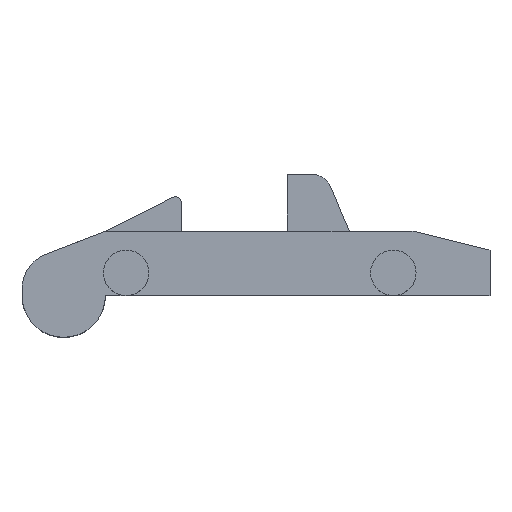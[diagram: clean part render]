
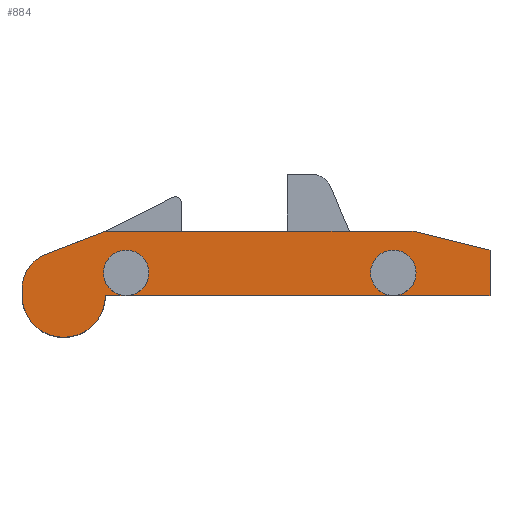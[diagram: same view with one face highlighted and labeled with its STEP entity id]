
A CAD part, top view. The second image highlights one B-rep face of the part: STEP entity #884.
In plain terms, the highlighted planar face has unit normal (0, 0, 1).
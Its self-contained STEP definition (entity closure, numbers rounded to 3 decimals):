
#13 = DIRECTION ( 'NONE',  ( 1., 0., 0. ) ) ;
#23 = DIRECTION ( 'NONE',  ( 0., 0., 1. ) ) ;
#29 = VERTEX_POINT ( 'NONE', #2117 ) ;
#54 = VERTEX_POINT ( 'NONE', #537 ) ;
#55 = CARTESIAN_POINT ( 'NONE',  ( 0., 3.4, 0. ) ) ;
#66 = ORIENTED_EDGE ( 'NONE', *, *, #1183, .T. ) ;
#81 = CARTESIAN_POINT ( 'NONE',  ( 10.15, 0., 0. ) ) ;
#106 = DIRECTION ( 'NONE',  ( 1., 0., 0. ) ) ;
#142 = CARTESIAN_POINT ( 'NONE',  ( 10.15, 3.4, 0. ) ) ;
#143 = EDGE_CURVE ( 'NONE', #2168, #2267, #405, .T. ) ;
#148 = AXIS2_PLACEMENT_3D ( 'NONE', #347, #1949, #520 ) ;
#152 = AXIS2_PLACEMENT_3D ( 'NONE', #834, #1010, #1184 ) ;
#158 = LINE ( 'NONE', #268, #1394 ) ;
#192 = EDGE_CURVE ( 'NONE', #1938, #457, #2080, .T. ) ;
#195 = LINE ( 'NONE', #142, #760 ) ;
#213 = CARTESIAN_POINT ( 'NONE',  ( 10.15, 1.7, 0. ) ) ;
#232 = DIRECTION ( 'NONE',  ( 1., 0., 0. ) ) ;
#242 = CARTESIAN_POINT ( 'NONE',  ( 15.2, 1.2, 0. ) ) ;
#243 = AXIS2_PLACEMENT_3D ( 'NONE', #1242, #365, #358 ) ;
#266 = DIRECTION ( 'NONE',  ( 1., 0., 0. ) ) ;
#268 = CARTESIAN_POINT ( 'NONE',  ( 20.3, 2.4, 0. ) ) ;
#274 = DIRECTION ( 'NONE',  ( 1., 0., 0. ) ) ;
#275 = DIRECTION ( 'NONE',  ( 0., -1., 0. ) ) ;
#276 = EDGE_CURVE ( 'NONE', #2267, #54, #1206, .T. ) ;
#278 = CARTESIAN_POINT ( 'NONE',  ( 0., 0., 0. ) ) ;
#296 = EDGE_CURVE ( 'NONE', #457, #2163, #1483, .T. ) ;
#347 = CARTESIAN_POINT ( 'NONE',  ( -2.4, 0.329, 0. ) ) ;
#358 = DIRECTION ( 'NONE',  ( -1., 0., 0. ) ) ;
#365 = DIRECTION ( 'NONE',  ( 0., 0., 1. ) ) ;
#380 = CARTESIAN_POINT ( 'NONE',  ( -2.2, 0., 0. ) ) ;
#384 = ORIENTED_EDGE ( 'NONE', *, *, #276, .T. ) ;
#405 = CIRCLE ( 'NONE', #1868, 1.2 ) ;
#446 = LINE ( 'NONE', #81, #1115 ) ;
#457 = VERTEX_POINT ( 'NONE', #278 ) ;
#461 = AXIS2_PLACEMENT_3D ( 'NONE', #975, #1701, #810 ) ;
#474 = EDGE_CURVE ( 'NONE', #988, #2163, #638, .T. ) ;
#495 = AXIS2_PLACEMENT_3D ( 'NONE', #1680, #832, #2052 ) ;
#520 = DIRECTION ( 'NONE',  ( -1., 0., 0. ) ) ;
#521 = EDGE_CURVE ( 'NONE', #1908, #955, #158, .T. ) ;
#537 = CARTESIAN_POINT ( 'NONE',  ( 14., 1.2, 0. ) ) ;
#540 = VECTOR ( 'NONE', #275, 1000. ) ;
#545 = ORIENTED_EDGE ( 'NONE', *, *, #1205, .T. ) ;
#555 = DIRECTION ( 'NONE',  ( 0., 0., 1. ) ) ;
#563 = ORIENTED_EDGE ( 'NONE', *, *, #1607, .T. ) ;
#595 = VECTOR ( 'NONE', #1311, 1000. ) ;
#615 = VECTOR ( 'NONE', #106, 1000. ) ;
#616 = CARTESIAN_POINT ( 'NONE',  ( 20.3, 1.7, 0. ) ) ;
#624 = CARTESIAN_POINT ( 'NONE',  ( -0.1, 1.2, 0. ) ) ;
#638 = CIRCLE ( 'NONE', #461, 1.2 ) ;
#700 = CARTESIAN_POINT ( 'NONE',  ( 15.2, 1.2, 0. ) ) ;
#701 = FACE_OUTER_BOUND ( 'NONE', #993, .T. ) ;
#713 = ORIENTED_EDGE ( 'NONE', *, *, #2211, .T. ) ;
#745 = CARTESIAN_POINT ( 'NONE',  ( 0., 3.4, 0. ) ) ;
#750 = EDGE_CURVE ( 'NONE', #1100, #29, #1844, .T. ) ;
#753 = AXIS2_PLACEMENT_3D ( 'NONE', #242, #1662, #232 ) ;
#760 = VECTOR ( 'NONE', #1036, 1000. ) ;
#789 = DIRECTION ( 'NONE',  ( 0., 0., -1. ) ) ;
#804 = DIRECTION ( 'NONE',  ( -0.97, 0.243, 0. ) ) ;
#810 = DIRECTION ( 'NONE',  ( 1., 0., 0. ) ) ;
#827 = CARTESIAN_POINT ( 'NONE',  ( 1.1, 0., 0. ) ) ;
#832 = DIRECTION ( 'NONE',  ( 0., 0., -1. ) ) ;
#834 = CARTESIAN_POINT ( 'NONE',  ( 1.1, 1.2, 0. ) ) ;
#871 = ORIENTED_EDGE ( 'NONE', *, *, #1079, .T. ) ;
#884 = ADVANCED_FACE ( 'NONE', ( #701 ), #1257, .T. ) ;
#914 = CARTESIAN_POINT ( 'NONE',  ( -4.4, 0., 0. ) ) ;
#927 = CARTESIAN_POINT ( 'NONE',  ( 16.658, 3.31, 0. ) ) ;
#953 = CARTESIAN_POINT ( 'NONE',  ( 20.3, 0., 0. ) ) ;
#955 = VERTEX_POINT ( 'NONE', #927 ) ;
#967 = CARTESIAN_POINT ( 'NONE',  ( 10.15, 0., 0. ) ) ;
#975 = CARTESIAN_POINT ( 'NONE',  ( 1.1, 1.2, 0. ) ) ;
#983 = ORIENTED_EDGE ( 'NONE', *, *, #1066, .F. ) ;
#988 = VERTEX_POINT ( 'NONE', #1606 ) ;
#993 = EDGE_LOOP ( 'NONE', ( #871, #1364, #1795, #713, #983, #1993, #545, #1643, #1941, #1431, #66, #2242, #1105, #384, #563, #1328, #1453 ) ) ;
#1010 = DIRECTION ( 'NONE',  ( 0., 0., -1. ) ) ;
#1033 = LINE ( 'NONE', #55, #595 ) ;
#1036 = DIRECTION ( 'NONE',  ( -1., 0., 0. ) ) ;
#1066 = EDGE_CURVE ( 'NONE', #29, #1418, #1033, .T. ) ;
#1079 = EDGE_CURVE ( 'NONE', #1558, #1908, #1470, .T. ) ;
#1100 = VERTEX_POINT ( 'NONE', #1841 ) ;
#1105 = ORIENTED_EDGE ( 'NONE', *, *, #1885, .T. ) ;
#1115 = VECTOR ( 'NONE', #266, 1000. ) ;
#1130 = CARTESIAN_POINT ( 'NONE',  ( 15.2, 1.2, 0. ) ) ;
#1183 = EDGE_CURVE ( 'NONE', #1610, #988, #1530, .T. ) ;
#1184 = DIRECTION ( 'NONE',  ( 1., 0., 0. ) ) ;
#1205 = EDGE_CURVE ( 'NONE', #1100, #1938, #1965, .T. ) ;
#1206 = CIRCLE ( 'NONE', #753, 1.2 ) ;
#1235 = AXIS2_PLACEMENT_3D ( 'NONE', #213, #23, #1981 ) ;
#1242 = CARTESIAN_POINT ( 'NONE',  ( 15.931, 0.4, 0. ) ) ;
#1257 = PLANE ( 'NONE',  #1235 ) ;
#1311 = DIRECTION ( 'NONE',  ( 0.933, 0.36, 0. ) ) ;
#1328 = ORIENTED_EDGE ( 'NONE', *, *, #143, .T. ) ;
#1334 = EDGE_CURVE ( 'NONE', #955, #1440, #2126, .T. ) ;
#1364 = ORIENTED_EDGE ( 'NONE', *, *, #521, .T. ) ;
#1394 = VECTOR ( 'NONE', #804, 1000. ) ;
#1401 = CARTESIAN_POINT ( 'NONE',  ( 15.931, 3.4, 0. ) ) ;
#1418 = VERTEX_POINT ( 'NONE', #745 ) ;
#1431 = ORIENTED_EDGE ( 'NONE', *, *, #1927, .T. ) ;
#1435 = DIRECTION ( 'NONE',  ( 0., 0., -1. ) ) ;
#1440 = VERTEX_POINT ( 'NONE', #1401 ) ;
#1441 = VECTOR ( 'NONE', #1837, 1000. ) ;
#1453 = ORIENTED_EDGE ( 'NONE', *, *, #2106, .T. ) ;
#1470 = LINE ( 'NONE', #616, #1441 ) ;
#1483 = LINE ( 'NONE', #1824, #1565 ) ;
#1506 = CARTESIAN_POINT ( 'NONE',  ( -4.4, 1.7, 0. ) ) ;
#1530 = CIRCLE ( 'NONE', #495, 1.2 ) ;
#1551 = CIRCLE ( 'NONE', #152, 1.2 ) ;
#1558 = VERTEX_POINT ( 'NONE', #953 ) ;
#1565 = VECTOR ( 'NONE', #1833, 1000. ) ;
#1567 = AXIS2_PLACEMENT_3D ( 'NONE', #1130, #789, #274 ) ;
#1606 = CARTESIAN_POINT ( 'NONE',  ( 2.3, 1.2, 0. ) ) ;
#1607 = EDGE_CURVE ( 'NONE', #54, #2168, #2095, .T. ) ;
#1610 = VERTEX_POINT ( 'NONE', #624 ) ;
#1643 = ORIENTED_EDGE ( 'NONE', *, *, #192, .T. ) ;
#1662 = DIRECTION ( 'NONE',  ( 0., 0., -1. ) ) ;
#1671 = CARTESIAN_POINT ( 'NONE',  ( 20.3, 2.4, 0. ) ) ;
#1680 = CARTESIAN_POINT ( 'NONE',  ( 1.1, 1.2, 0. ) ) ;
#1701 = DIRECTION ( 'NONE',  ( 0., 0., -1. ) ) ;
#1783 = LINE ( 'NONE', #967, #615 ) ;
#1795 = ORIENTED_EDGE ( 'NONE', *, *, #1334, .T. ) ;
#1824 = CARTESIAN_POINT ( 'NONE',  ( 10.15, 0., 0. ) ) ;
#1833 = DIRECTION ( 'NONE',  ( 1., 0., 0. ) ) ;
#1837 = DIRECTION ( 'NONE',  ( 0., 1., 0. ) ) ;
#1841 = CARTESIAN_POINT ( 'NONE',  ( -4.4, 0.329, 0. ) ) ;
#1844 = CIRCLE ( 'NONE', #148, 2. ) ;
#1868 = AXIS2_PLACEMENT_3D ( 'NONE', #700, #1435, #13 ) ;
#1885 = EDGE_CURVE ( 'NONE', #2163, #2267, #446, .T. ) ;
#1887 = CARTESIAN_POINT ( 'NONE',  ( 15.2, 0., 0. ) ) ;
#1908 = VERTEX_POINT ( 'NONE', #1671 ) ;
#1927 = EDGE_CURVE ( 'NONE', #2163, #1610, #1551, .T. ) ;
#1938 = VERTEX_POINT ( 'NONE', #914 ) ;
#1941 = ORIENTED_EDGE ( 'NONE', *, *, #296, .T. ) ;
#1949 = DIRECTION ( 'NONE',  ( 0., 0., -1. ) ) ;
#1965 = LINE ( 'NONE', #1506, #540 ) ;
#1981 = DIRECTION ( 'NONE',  ( 1., 0., 0. ) ) ;
#1993 = ORIENTED_EDGE ( 'NONE', *, *, #750, .F. ) ;
#2052 = DIRECTION ( 'NONE',  ( 1., 0., 0. ) ) ;
#2078 = AXIS2_PLACEMENT_3D ( 'NONE', #380, #555, #2142 ) ;
#2080 = CIRCLE ( 'NONE', #2078, 2.2 ) ;
#2095 = CIRCLE ( 'NONE', #1567, 1.2 ) ;
#2106 = EDGE_CURVE ( 'NONE', #2267, #1558, #1783, .T. ) ;
#2117 = CARTESIAN_POINT ( 'NONE',  ( -3.121, 2.194, 0. ) ) ;
#2126 = CIRCLE ( 'NONE', #243, 3. ) ;
#2142 = DIRECTION ( 'NONE',  ( -1., 0., 0. ) ) ;
#2163 = VERTEX_POINT ( 'NONE', #827 ) ;
#2168 = VERTEX_POINT ( 'NONE', #2206 ) ;
#2206 = CARTESIAN_POINT ( 'NONE',  ( 16.4, 1.2, 0. ) ) ;
#2211 = EDGE_CURVE ( 'NONE', #1440, #1418, #195, .T. ) ;
#2242 = ORIENTED_EDGE ( 'NONE', *, *, #474, .T. ) ;
#2267 = VERTEX_POINT ( 'NONE', #1887 ) ;
